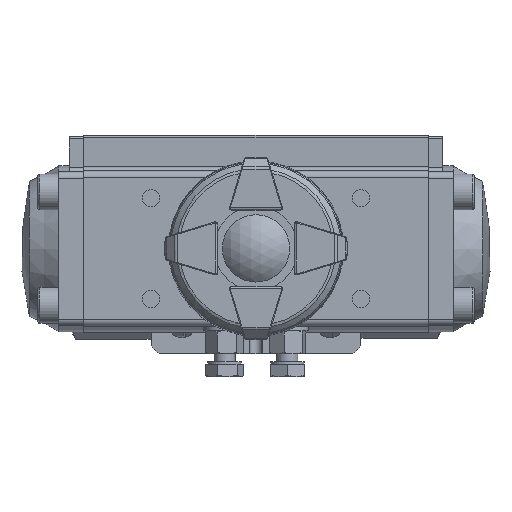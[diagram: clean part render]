
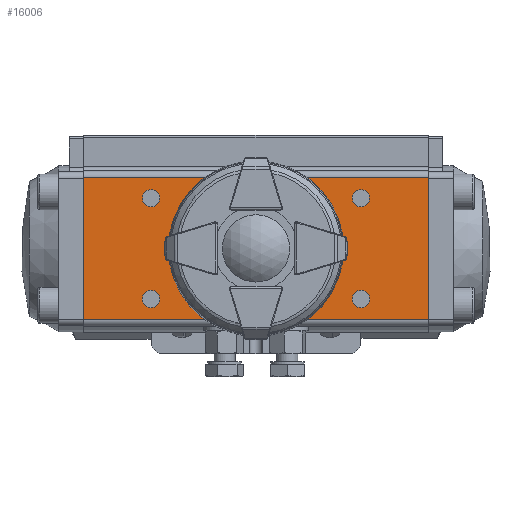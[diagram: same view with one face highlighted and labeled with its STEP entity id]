
A CAD part, top view. The second image highlights one B-rep face of the part: STEP entity #16006.
In plain terms, the highlighted face is planar.
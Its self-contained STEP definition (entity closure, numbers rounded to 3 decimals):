
#666=PLANE('',#17403);
#1529=LINE('',#27653,#2303);
#1534=LINE('',#27669,#2308);
#1535=LINE('',#27671,#2309);
#1536=LINE('',#27673,#2310);
#2303=VECTOR('',#20305,1000.);
#2308=VECTOR('',#20322,1000.);
#2309=VECTOR('',#20323,1000.);
#2310=VECTOR('',#20324,1000.);
#4453=ORIENTED_EDGE('',*,*,#7304,.F.);
#4454=ORIENTED_EDGE('',*,*,#7305,.F.);
#4455=ORIENTED_EDGE('',*,*,#7306,.T.);
#4456=ORIENTED_EDGE('',*,*,#7296,.T.);
#4457=ORIENTED_EDGE('',*,*,#7248,.T.);
#4458=ORIENTED_EDGE('',*,*,#7246,.T.);
#4459=ORIENTED_EDGE('',*,*,#7244,.T.);
#4460=ORIENTED_EDGE('',*,*,#7242,.T.);
#4461=ORIENTED_EDGE('',*,*,#7249,.T.);
#7242=EDGE_CURVE('',#8863,#8863,#9890,.T.);
#7244=EDGE_CURVE('',#8865,#8865,#9892,.T.);
#7246=EDGE_CURVE('',#8867,#8867,#9894,.T.);
#7248=EDGE_CURVE('',#8869,#8869,#9896,.T.);
#7249=EDGE_CURVE('',#8870,#8870,#9897,.T.);
#7296=EDGE_CURVE('',#8914,#8913,#1529,.T.);
#7304=EDGE_CURVE('',#8919,#8913,#1534,.T.);
#7305=EDGE_CURVE('',#8920,#8919,#1535,.T.);
#7306=EDGE_CURVE('',#8920,#8914,#1536,.T.);
#8863=VERTEX_POINT('',#27430);
#8865=VERTEX_POINT('',#27435);
#8867=VERTEX_POINT('',#27440);
#8869=VERTEX_POINT('',#27445);
#8870=VERTEX_POINT('',#27448);
#8913=VERTEX_POINT('',#27652);
#8914=VERTEX_POINT('',#27654);
#8919=VERTEX_POINT('',#27670);
#8920=VERTEX_POINT('',#27672);
#9890=CIRCLE('',#17303,2.067);
#9892=CIRCLE('',#17306,2.067);
#9894=CIRCLE('',#17309,2.067);
#9896=CIRCLE('',#17312,2.067);
#9897=CIRCLE('',#17314,6.);
#11020=EDGE_LOOP('',(#4453,#4454,#4455,#4456));
#11021=EDGE_LOOP('',(#4457));
#11022=EDGE_LOOP('',(#4458));
#11023=EDGE_LOOP('',(#4459));
#11024=EDGE_LOOP('',(#4460));
#11025=EDGE_LOOP('',(#4461));
#12347=FACE_BOUND('',#11020,.T.);
#12348=FACE_BOUND('',#11021,.T.);
#12349=FACE_BOUND('',#11022,.T.);
#12350=FACE_BOUND('',#11023,.T.);
#12351=FACE_BOUND('',#11024,.T.);
#12352=FACE_BOUND('',#11025,.T.);
#16006=ADVANCED_FACE('',(#12347,#12348,#12349,#12350,#12351,#12352),#666,
 .F.);
#17303=AXIS2_PLACEMENT_3D('',#27429,#20110,#20111);
#17306=AXIS2_PLACEMENT_3D('',#27434,#20116,#20117);
#17309=AXIS2_PLACEMENT_3D('',#27439,#20122,#20123);
#17312=AXIS2_PLACEMENT_3D('',#27444,#20128,#20129);
#17314=AXIS2_PLACEMENT_3D('',#27447,#20132,#20133);
#17403=AXIS2_PLACEMENT_3D('',#27668,#20320,#20321);
#20110=DIRECTION('',(0.,-1.,0.));
#20111=DIRECTION('',(0.,0.,-1.));
#20116=DIRECTION('',(0.,-1.,0.));
#20117=DIRECTION('',(0.,0.,-1.));
#20122=DIRECTION('',(0.,-1.,0.));
#20123=DIRECTION('',(0.,0.,-1.));
#20128=DIRECTION('',(0.,-1.,0.));
#20129=DIRECTION('',(0.,0.,-1.));
#20132=DIRECTION('',(0.,-1.,0.));
#20133=DIRECTION('',(0.,0.,1.));
#20305=DIRECTION('',(0.,0.,1.));
#20320=DIRECTION('',(0.,-1.,0.));
#20321=DIRECTION('',(0.,0.,-1.));
#20322=DIRECTION('',(-1.,0.,0.));
#20323=DIRECTION('',(0.,0.,1.));
#20324=DIRECTION('',(-1.,0.,0.));
#27429=CARTESIAN_POINT('',(12.,25.,25.));
#27430=CARTESIAN_POINT('',(12.,25.,22.933));
#27434=CARTESIAN_POINT('',(-12.,25.,25.));
#27435=CARTESIAN_POINT('',(-12.,25.,22.933));
#27439=CARTESIAN_POINT('',(12.,25.,-25.));
#27440=CARTESIAN_POINT('',(12.,25.,-27.067));
#27444=CARTESIAN_POINT('',(-12.,25.,-25.));
#27445=CARTESIAN_POINT('',(-12.,25.,-27.067));
#27447=CARTESIAN_POINT('',(0.,25.,0.));
#27448=CARTESIAN_POINT('',(0.,25.,6.));
#27652=CARTESIAN_POINT('',(-17.,25.,41.));
#27653=CARTESIAN_POINT('',(-17.,25.,0.));
#27654=CARTESIAN_POINT('',(-17.,25.,-41.));
#27668=CARTESIAN_POINT('',(-18.5,25.,0.));
#27669=CARTESIAN_POINT('',(0.,25.,41.));
#27670=CARTESIAN_POINT('',(17.,25.,41.));
#27671=CARTESIAN_POINT('',(17.,25.,0.));
#27672=CARTESIAN_POINT('',(17.,25.,-41.));
#27673=CARTESIAN_POINT('',(0.,25.,-41.));
